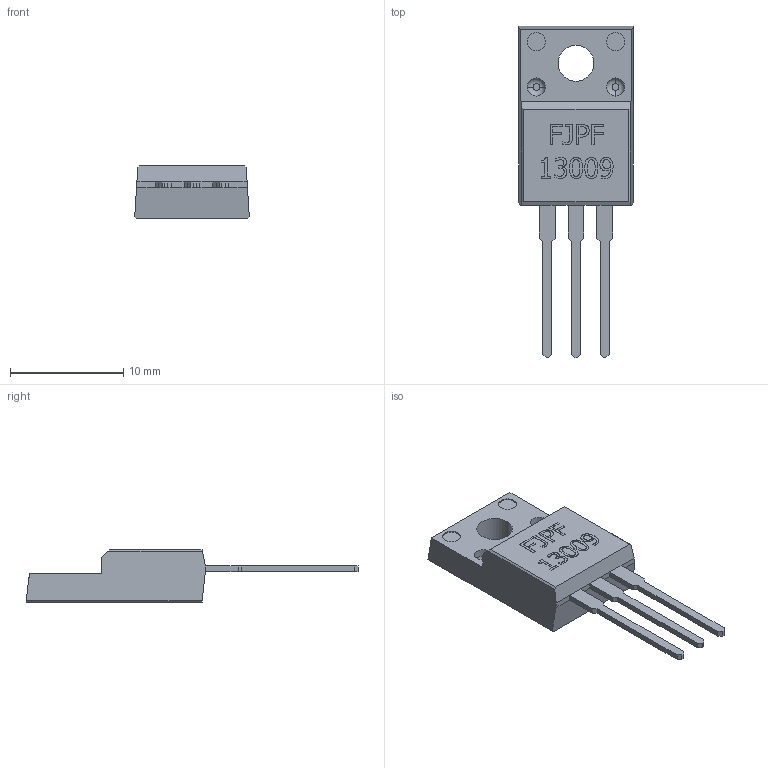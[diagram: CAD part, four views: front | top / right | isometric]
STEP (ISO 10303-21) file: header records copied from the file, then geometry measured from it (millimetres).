
FILE_DESCRIPTION (( 'STEP AP214' ), '1' );
FILE_NAME ('User Library-FJPF13009 Transistors NPN TO-220F.STEP', '2020-08-08T08:22:35', ( '' ), ( '' ), 'SwSTEP 2.0', 'SolidWorks 2020', '' );
FILE_SCHEMA (( 'AUTOMOTIVE_DESIGN' ));
Length unit declared in the file: millimetre
Products named in the file (1): User Library-FJPF13009 Transistors NPN TO-220F
Bounding box: 10.14 x 29.37 x 4.72 mm (x, y, z)
Volume: 576.6 mm3; surface area: 645.2 mm2
Topology: 1 solids, 1 shells, 213 faces, 568 edges, 374 vertices
Faces by surface type: plane 123, bspline 76, cylinder 10, torus 4
Entity records: 9337 total; most frequent: CARTESIAN_POINT 2144, ORIENTED_EDGE 1136, DIRECTION 722, EDGE_CURVE 568, VECTOR 386, LINE 386, VERTEX_POINT 374, EDGE_LOOP 232
